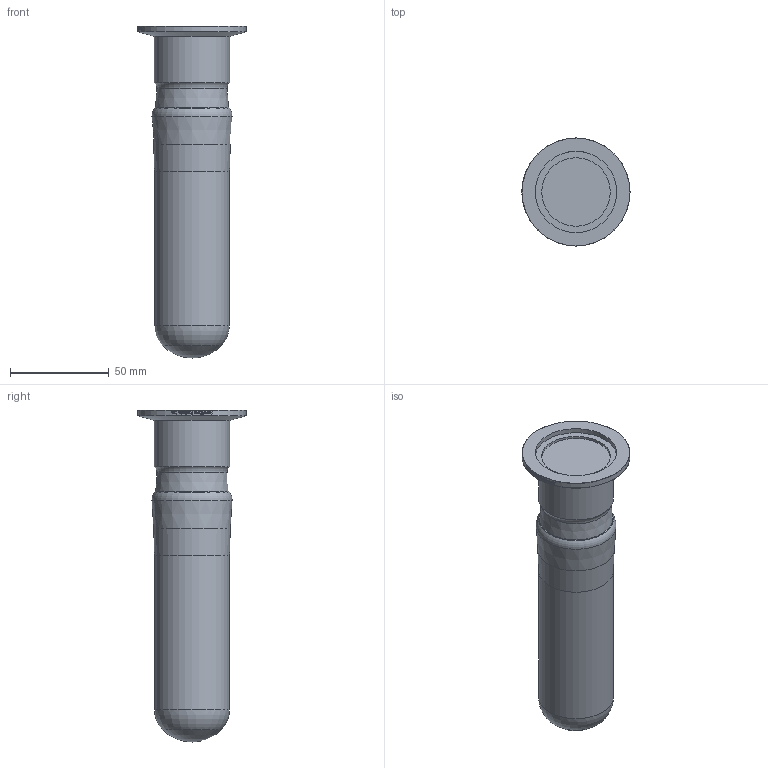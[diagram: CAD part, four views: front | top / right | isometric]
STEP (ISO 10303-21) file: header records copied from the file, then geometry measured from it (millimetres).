
FILE_DESCRIPTION(/* description */ ('Alibre Inc.'),/* implementation_level */ '2;1');
FILE_NAME(/* name */ 'export-D39A07E5-91AF-45E5-B218-851045AB3F87',/* time_stamp */ '2023-05-03T10:15:46-07:00',/* author */ (''),/* organization */ (''),/* preprocessor_version */ 'ST-DEVELOPER v17',/* originating_system */ 'Alibre',/* authorisation */ '');
FILE_SCHEMA (('CONFIG_CONTROL_DESIGN'));
Length unit declared in the file: inch
Bounding box: 54.86 x 54.86 x 168.4 mm (x, y, z)
Volume: 186342.7 mm3; surface area: 24363.6 mm2
Topology: 1 solids, 1 shells, 386 faces, 1057 edges, 703 vertices
Faces by surface type: bspline 228, plane 114, cylinder 33, torus 5, cone 5, sphere 1
Full cylindrical faces by diameter (mm): 34.798 x1, 38 x1, 38.1 x1, 41.2 x1, 54.864 x1
Entity records: 16142 total; most frequent: CARTESIAN_POINT 7974, ORIENTED_EDGE 2066, EDGE_CURVE 1033, DIRECTION 891, VERTEX_POINT 695, B_SPLINE_CURVE_WITH_KNOTS 462, VECTOR 438, LINE 438
